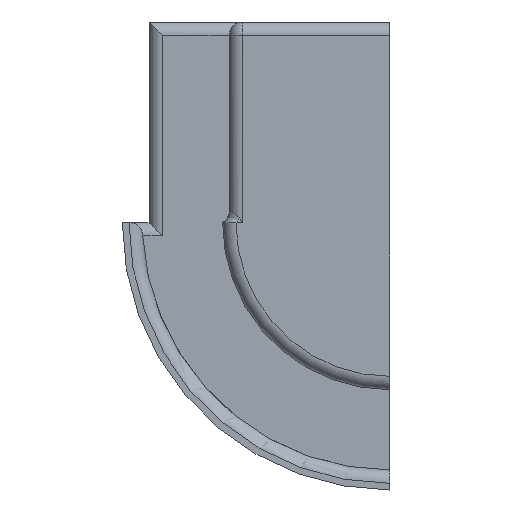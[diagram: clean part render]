
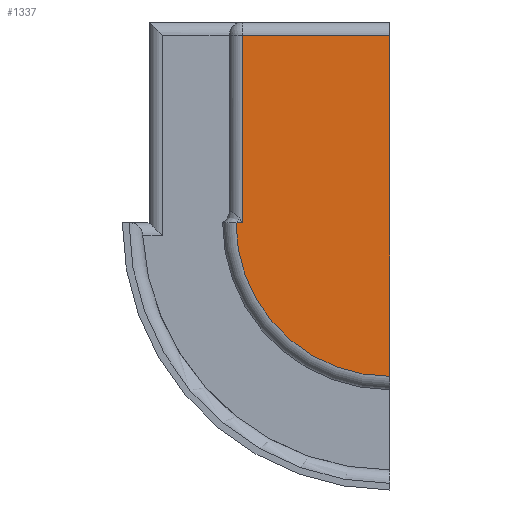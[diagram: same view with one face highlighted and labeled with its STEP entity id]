
A CAD part, left-side view. The second image highlights one B-rep face of the part: STEP entity #1337.
In plain terms, the highlighted planar face has unit normal (-1, 0, 0).
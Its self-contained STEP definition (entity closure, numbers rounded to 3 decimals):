
#116=FACE_OUTER_BOUND('',#195,.T.);
#195=EDGE_LOOP('',(#1062,#1063,#1064,#1065,#1066));
#260=CIRCLE('',#1456,23.);
#349=LINE('',#2151,#486);
#357=LINE('',#2184,#494);
#358=LINE('',#2186,#495);
#359=LINE('',#2187,#496);
#486=VECTOR('',#1695,10.);
#494=VECTOR('',#1721,10.);
#495=VECTOR('',#1722,10.);
#496=VECTOR('',#1723,10.);
#612=VERTEX_POINT('',#2116);
#614=VERTEX_POINT('',#2150);
#623=VERTEX_POINT('',#2178);
#624=VERTEX_POINT('',#2183);
#625=VERTEX_POINT('',#2185);
#767=EDGE_CURVE('',#614,#612,#349,.T.);
#779=EDGE_CURVE('',#623,#612,#260,.T.);
#781=EDGE_CURVE('',#623,#624,#357,.T.);
#782=EDGE_CURVE('',#625,#624,#358,.T.);
#783=EDGE_CURVE('',#614,#625,#359,.T.);
#1062=ORIENTED_EDGE('',*,*,#779,.F.);
#1063=ORIENTED_EDGE('',*,*,#781,.T.);
#1064=ORIENTED_EDGE('',*,*,#782,.F.);
#1065=ORIENTED_EDGE('',*,*,#783,.F.);
#1066=ORIENTED_EDGE('',*,*,#767,.T.);
#1284=PLANE('',#1458);
#1337=ADVANCED_FACE('',(#116),#1284,.F.);
#1456=AXIS2_PLACEMENT_3D('',#2180,#1715,#1716);
#1458=AXIS2_PLACEMENT_3D('',#2182,#1719,#1720);
#1695=DIRECTION('',(0.,1.,0.));
#1715=DIRECTION('center_axis',(1.,0.,0.));
#1716=DIRECTION('ref_axis',(0.,0.707,-0.707));
#1719=DIRECTION('center_axis',(1.,0.,0.));
#1720=DIRECTION('ref_axis',(0.,0.,-1.));
#1721=DIRECTION('',(0.,0.,1.));
#1722=DIRECTION('',(0.,-1.,0.));
#1723=DIRECTION('',(0.,0.,1.));
#2116=CARTESIAN_POINT('',(-226.5,14.678,15.083));
#2150=CARTESIAN_POINT('',(-226.5,13.678,15.083));
#2151=CARTESIAN_POINT('',(-226.5,19.678,15.083));
#2178=CARTESIAN_POINT('',(-226.5,-8.322,-7.917));
#2180=CARTESIAN_POINT('Origin',(-226.5,-8.322,15.083));
#2182=CARTESIAN_POINT('Origin',(-226.5,11.678,-4.917));
#2183=CARTESIAN_POINT('',(-226.5,-8.322,43.083));
#2184=CARTESIAN_POINT('',(-226.5,-8.322,15.083));
#2185=CARTESIAN_POINT('',(-226.5,13.678,43.083));
#2186=CARTESIAN_POINT('',(-226.5,11.678,43.083));
#2187=CARTESIAN_POINT('',(-226.5,13.678,12.583));
